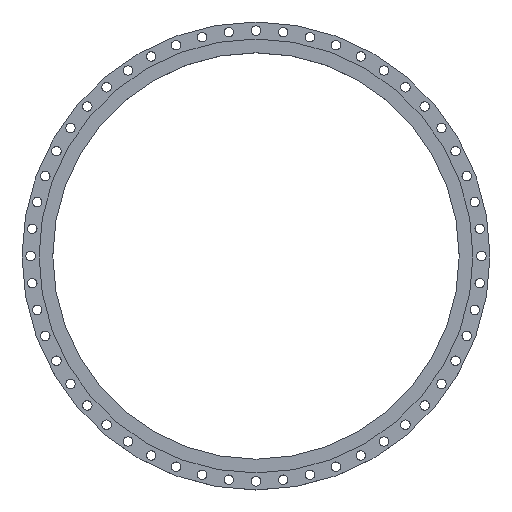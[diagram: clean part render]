
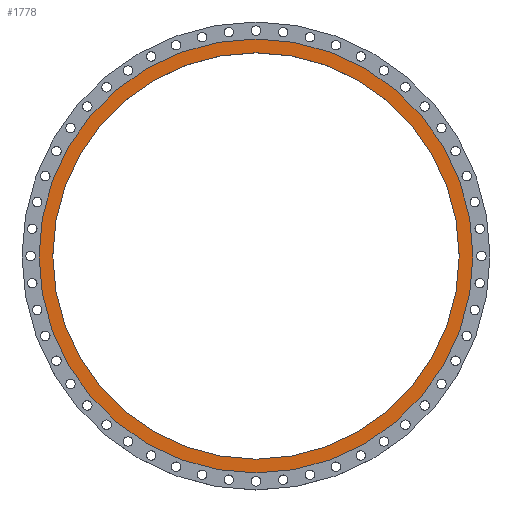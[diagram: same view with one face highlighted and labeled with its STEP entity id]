
A CAD part, top view. The second image highlights one B-rep face of the part: STEP entity #1778.
In plain terms, the highlighted planar face has unit normal (0, 0, 1).
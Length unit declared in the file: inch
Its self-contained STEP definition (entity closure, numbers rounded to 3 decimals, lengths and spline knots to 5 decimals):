
#128 = ORIENTED_EDGE ( 'NONE', *, *, #1999, .T. ) ;
#173 = DIRECTION ( 'NONE',  ( 0., 0., -1. ) ) ;
#269 = EDGE_CURVE ( 'NONE', #3262, #3540, #987, .T. ) ;
#300 = CIRCLE ( 'NONE', #1561, 29.5 ) ;
#419 = DIRECTION ( 'NONE',  ( 0., 0., 1. ) ) ;
#526 = AXIS2_PLACEMENT_3D ( 'NONE', #2574, #1530, #4150 ) ;
#689 = CARTESIAN_POINT ( 'NONE',  ( 0., 0., 0. ) ) ;
#721 = AXIS2_PLACEMENT_3D ( 'NONE', #789, #173, #2650 ) ;
#789 = CARTESIAN_POINT ( 'NONE',  ( 0., 29.5, 0. ) ) ;
#924 = CIRCLE ( 'NONE', #1482, 31.5 ) ;
#939 = DIRECTION ( 'NONE',  ( 0., 0., 1. ) ) ;
#967 = CARTESIAN_POINT ( 'NONE',  ( 29.5, 0., 0. ) ) ;
#987 = CIRCLE ( 'NONE', #2976, 29.5 ) ;
#1274 = DIRECTION ( 'NONE',  ( 0., 0., 1. ) ) ;
#1376 = EDGE_LOOP ( 'NONE', ( #2147, #2544 ) ) ;
#1482 = AXIS2_PLACEMENT_3D ( 'NONE', #3451, #419, #3103 ) ;
#1507 = FACE_BOUND ( 'NONE', #1376, .T. ) ;
#1530 = DIRECTION ( 'NONE',  ( 0., 0., 1. ) ) ;
#1561 = AXIS2_PLACEMENT_3D ( 'NONE', #689, #939, #3645 ) ;
#1778 = ADVANCED_FACE ( 'NONE', ( #1507, #2451 ), #3805, .F. ) ;
#1862 = CARTESIAN_POINT ( 'NONE',  ( -29.5, 0., 0. ) ) ;
#1987 = ORIENTED_EDGE ( 'NONE', *, *, #2581, .T. ) ;
#1999 = EDGE_CURVE ( 'NONE', #3305, #2998, #924, .T. ) ;
#2147 = ORIENTED_EDGE ( 'NONE', *, *, #269, .F. ) ;
#2365 = EDGE_CURVE ( 'NONE', #3540, #3262, #300, .T. ) ;
#2451 = FACE_OUTER_BOUND ( 'NONE', #3896, .T. ) ;
#2544 = ORIENTED_EDGE ( 'NONE', *, *, #2365, .F. ) ;
#2574 = CARTESIAN_POINT ( 'NONE',  ( 0., 0., 0. ) ) ;
#2581 = EDGE_CURVE ( 'NONE', #2998, #3305, #3624, .T. ) ;
#2628 = DIRECTION ( 'NONE',  ( 1., 0., 0. ) ) ;
#2650 = DIRECTION ( 'NONE',  ( -1., 0., 0. ) ) ;
#2822 = CARTESIAN_POINT ( 'NONE',  ( -31.5, 0., 0. ) ) ;
#2976 = AXIS2_PLACEMENT_3D ( 'NONE', #3675, #1274, #2628 ) ;
#2998 = VERTEX_POINT ( 'NONE', #3140 ) ;
#3103 = DIRECTION ( 'NONE',  ( 1., 0., 0. ) ) ;
#3140 = CARTESIAN_POINT ( 'NONE',  ( 31.5, 0., 0. ) ) ;
#3262 = VERTEX_POINT ( 'NONE', #967 ) ;
#3305 = VERTEX_POINT ( 'NONE', #2822 ) ;
#3451 = CARTESIAN_POINT ( 'NONE',  ( 0., 0., 0. ) ) ;
#3540 = VERTEX_POINT ( 'NONE', #1862 ) ;
#3624 = CIRCLE ( 'NONE', #526, 31.5 ) ;
#3645 = DIRECTION ( 'NONE',  ( 1., 0., 0. ) ) ;
#3675 = CARTESIAN_POINT ( 'NONE',  ( 0., 0., 0. ) ) ;
#3805 = PLANE ( 'NONE',  #721 ) ;
#3896 = EDGE_LOOP ( 'NONE', ( #1987, #128 ) ) ;
#4150 = DIRECTION ( 'NONE',  ( 1., 0., 0. ) ) ;
